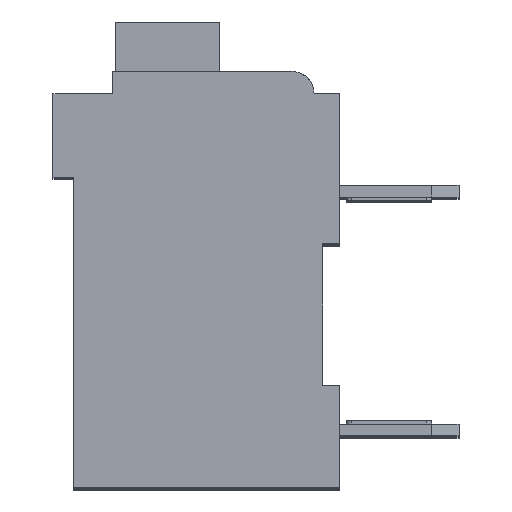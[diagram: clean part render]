
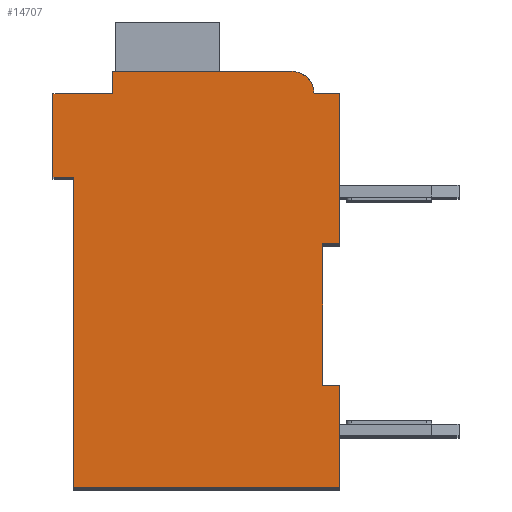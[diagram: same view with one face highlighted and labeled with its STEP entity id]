
A CAD part, top view. The second image highlights one B-rep face of the part: STEP entity #14707.
In plain terms, the highlighted planar face has unit normal (0, 0, 1).
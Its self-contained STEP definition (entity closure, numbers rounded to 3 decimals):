
#2716=DIRECTION('',(1.,0.,0.));
#2717=VECTOR('',#2716,0.5);
#2718=CARTESIAN_POINT('',(7.3,7.15,2.1));
#2719=LINE('',#2718,#2717);
#2720=DIRECTION('',(0.,1.,0.));
#2721=VECTOR('',#2720,4.15);
#2722=CARTESIAN_POINT('',(7.3,3.,2.1));
#2723=LINE('',#2722,#2721);
#2724=DIRECTION('',(-1.,0.,0.));
#2725=VECTOR('',#2724,0.5);
#2726=CARTESIAN_POINT('',(7.8,3.,2.1));
#2727=LINE('',#2726,#2725);
#2728=DIRECTION('',(0.,1.,0.));
#2729=VECTOR('',#2728,3.);
#2730=CARTESIAN_POINT('',(7.8,0.,2.1));
#2731=LINE('',#2730,#2729);
#2732=DIRECTION('',(1.,0.,0.));
#2733=VECTOR('',#2732,7.8);
#2734=CARTESIAN_POINT('',(0.,0.,2.1));
#2735=LINE('',#2734,#2733);
#2736=DIRECTION('',(0.,-1.,0.));
#2737=VECTOR('',#2736,9.1);
#2738=CARTESIAN_POINT('',(0.,9.1,2.1));
#2739=LINE('',#2738,#2737);
#2740=DIRECTION('',(1.,0.,0.));
#2741=VECTOR('',#2740,0.6);
#2742=CARTESIAN_POINT('',(-0.6,9.1,2.1));
#2743=LINE('',#2742,#2741);
#2744=DIRECTION('',(0.,-1.,0.));
#2745=VECTOR('',#2744,2.45);
#2746=CARTESIAN_POINT('',(-0.6,11.55,2.1));
#2747=LINE('',#2746,#2745);
#2748=DIRECTION('',(-1.,0.,0.));
#2749=VECTOR('',#2748,1.75);
#2750=CARTESIAN_POINT('',(1.15,11.55,2.1));
#2751=LINE('',#2750,#2749);
#2752=DIRECTION('',(0.,-1.,0.));
#2753=VECTOR('',#2752,0.65);
#2754=CARTESIAN_POINT('',(1.15,12.2,2.1));
#2755=LINE('',#2754,#2753);
#2756=DIRECTION('',(-1.,0.,0.));
#2757=VECTOR('',#2756,5.25);
#2758=CARTESIAN_POINT('',(6.4,12.2,2.1));
#2759=LINE('',#2758,#2757);
#2760=CARTESIAN_POINT('',(6.4,11.55,2.1));
#2761=DIRECTION('',(0.,0.,1.));
#2762=DIRECTION('',(1.,0.,0.));
#2763=AXIS2_PLACEMENT_3D('',#2760,#2761,#2762);
#2765=DIRECTION('',(-1.,0.,0.));
#2766=VECTOR('',#2765,0.75);
#2767=CARTESIAN_POINT('',(7.8,11.55,2.1));
#2768=LINE('',#2767,#2766);
#2769=DIRECTION('',(0.,1.,0.));
#2770=VECTOR('',#2769,4.4);
#2771=CARTESIAN_POINT('',(7.8,7.15,2.1));
#2772=LINE('',#2771,#2770);
#9411=CARTESIAN_POINT('',(7.3,7.15,2.1));
#9412=CARTESIAN_POINT('',(7.8,7.15,2.1));
#9413=VERTEX_POINT('',#9411);
#9414=VERTEX_POINT('',#9412);
#9415=CARTESIAN_POINT('',(7.8,11.55,2.1));
#9416=VERTEX_POINT('',#9415);
#9417=CARTESIAN_POINT('',(7.05,11.55,2.1));
#9418=VERTEX_POINT('',#9417);
#9419=CARTESIAN_POINT('',(6.4,12.2,2.1));
#9420=VERTEX_POINT('',#9419);
#9421=CARTESIAN_POINT('',(1.15,12.2,2.1));
#9422=VERTEX_POINT('',#9421);
#9423=CARTESIAN_POINT('',(1.15,11.55,2.1));
#9424=VERTEX_POINT('',#9423);
#9425=CARTESIAN_POINT('',(-0.6,11.55,2.1));
#9426=VERTEX_POINT('',#9425);
#9427=CARTESIAN_POINT('',(-0.6,9.1,2.1));
#9428=VERTEX_POINT('',#9427);
#9429=CARTESIAN_POINT('',(0.,9.1,2.1));
#9430=VERTEX_POINT('',#9429);
#9431=CARTESIAN_POINT('',(0.,0.,2.1));
#9432=VERTEX_POINT('',#9431);
#9433=CARTESIAN_POINT('',(7.8,0.,2.1));
#9434=VERTEX_POINT('',#9433);
#9435=CARTESIAN_POINT('',(7.8,3.,2.1));
#9436=VERTEX_POINT('',#9435);
#9437=CARTESIAN_POINT('',(7.3,3.,2.1));
#9438=VERTEX_POINT('',#9437);
#14683=CARTESIAN_POINT('',(0.,0.,2.1));
#14684=DIRECTION('',(0.,0.,1.));
#14685=DIRECTION('',(1.,0.,0.));
#14686=AXIS2_PLACEMENT_3D('',#14683,#14684,#14685);
#14687=PLANE('',#14686);
#14688=ORIENTED_EDGE('',*,*,#12364,.F.);
#14689=ORIENTED_EDGE('',*,*,#12857,.F.);
#14691=ORIENTED_EDGE('',*,*,#14690,.F.);
#14693=ORIENTED_EDGE('',*,*,#14692,.F.);
#14695=ORIENTED_EDGE('',*,*,#14694,.F.);
#14696=ORIENTED_EDGE('',*,*,#13234,.F.);
#14697=ORIENTED_EDGE('',*,*,#13338,.F.);
#14698=ORIENTED_EDGE('',*,*,#13522,.F.);
#14699=ORIENTED_EDGE('',*,*,#13711,.F.);
#14700=ORIENTED_EDGE('',*,*,#13780,.F.);
#14701=ORIENTED_EDGE('',*,*,#14080,.F.);
#14702=ORIENTED_EDGE('',*,*,#14513,.F.);
#14703=ORIENTED_EDGE('',*,*,#14409,.F.);
#14704=ORIENTED_EDGE('',*,*,#12633,.F.);
#14705=EDGE_LOOP('',(#14688,#14689,#14691,#14693,#14695,#14696,#14697,#14698,
#14699,#14700,#14701,#14702,#14703,#14704));
#14706=FACE_OUTER_BOUND('',#14705,.F.);
#2764=CIRCLE('',#2763,0.65);
#12364=EDGE_CURVE('',#9413,#9414,#2719,.T.);
#12633=EDGE_CURVE('',#9414,#9416,#2772,.T.);
#12857=EDGE_CURVE('',#9438,#9413,#2723,.T.);
#13234=EDGE_CURVE('',#9430,#9432,#2739,.T.);
#13338=EDGE_CURVE('',#9428,#9430,#2743,.T.);
#13522=EDGE_CURVE('',#9426,#9428,#2747,.T.);
#13711=EDGE_CURVE('',#9424,#9426,#2751,.T.);
#13780=EDGE_CURVE('',#9422,#9424,#2755,.T.);
#14080=EDGE_CURVE('',#9420,#9422,#2759,.T.);
#14409=EDGE_CURVE('',#9416,#9418,#2768,.T.);
#14513=EDGE_CURVE('',#9418,#9420,#2764,.T.);
#14690=EDGE_CURVE('',#9436,#9438,#2727,.T.);
#14692=EDGE_CURVE('',#9434,#9436,#2731,.T.);
#14694=EDGE_CURVE('',#9432,#9434,#2735,.T.);
#14707=ADVANCED_FACE('',(#14706),#14687,.T.);
